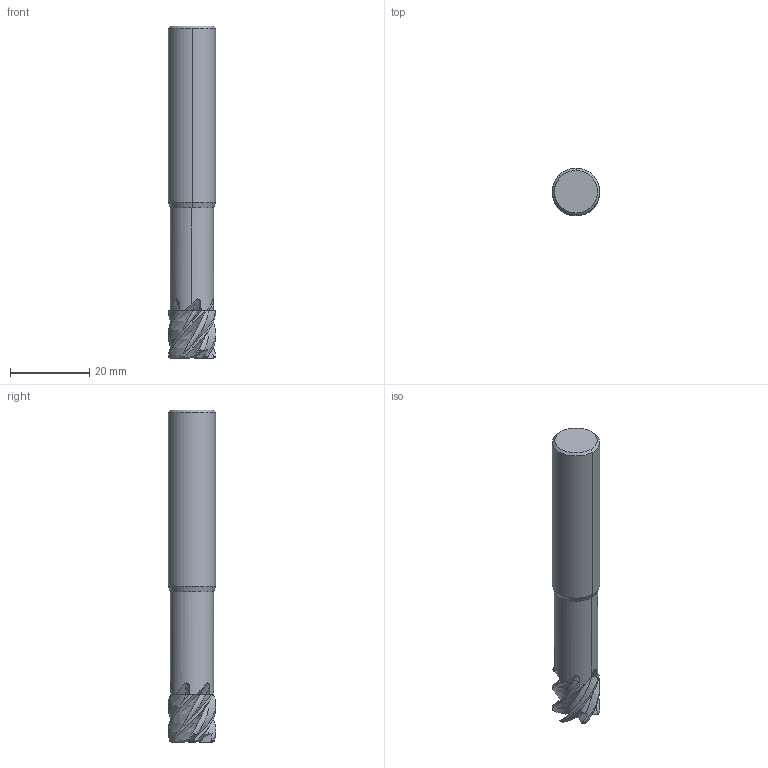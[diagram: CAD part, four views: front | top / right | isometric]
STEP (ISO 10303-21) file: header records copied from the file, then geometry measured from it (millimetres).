
FILE_DESCRIPTION(('no description'),'unknown implementation level');
FILE_NAME('K202253-12_0_5-Detail.stp',' ',('CIMSOURCE GmbH'),('CADClick - KiM GmbH - www.kimweb.de'),'unknown preprocess','ACIS','unknown authorization');
FILE_SCHEMA(('automotive_design'));
Length unit declared in the file: millimetre
Products named in the file (2): NOCUT; CUT
Bounding box: 12 x 12 x 84 mm (x, y, z)
Volume: 8383.8 mm3; surface area: 3993.5 mm2
Topology: 2 solids, 2 shells, 184 faces, 512 edges, 330 vertices
Faces by surface type: plane 86, bspline 48, cone 18, revolution 18, cylinder 8, torus 6
Entity records: 25937 total; most frequent: CARTESIAN_POINT 16004, STYLED_ITEM 1028, PRESENTATION_STYLE_ASSIGNMENT 1028, COLOUR_RGB 1028, ORIENTED_EDGE 1024, DIRECTION 678, EDGE_CURVE 512, CURVE_STYLE 512
